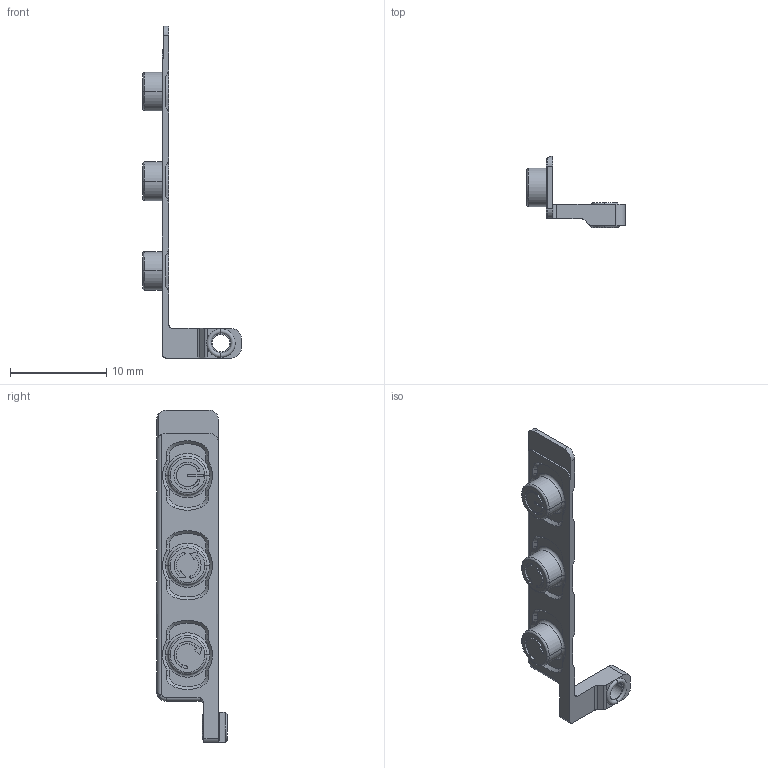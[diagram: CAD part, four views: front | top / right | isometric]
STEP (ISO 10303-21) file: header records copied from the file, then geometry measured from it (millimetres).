
FILE_DESCRIPTION(/* description */ (''),/* implementation_level */ '2;1');
FILE_NAME(/* name */ 'FOOT_CONCORD_BUTTON_RUBBER.stp',/* time_stamp */ '2023-11-01T20:45:55+03:00',/* author */ (''),/* organization */ (''),/* preprocessor_version */ 'ST-DEVELOPER v16.7',/* originating_system */ 'SIEMENS PLM Software NX 12.0',/* authorisation */ '');
FILE_SCHEMA (('AUTOMOTIVE_DESIGN { 1 0 10303 214 3 1 1 1 }'));
Length unit declared in the file: millimetre
Products named in the file (1): FOOT_CONCORD_BUTTON_RUBBER
Bounding box: 10.2 x 7.33 x 34.43 mm (x, y, z)
Volume: 193.3 mm3; surface area: 682.4 mm2
Topology: 1 solids, 1 shells, 349 faces, 899 edges, 570 vertices
Faces by surface type: plane 110, cone 102, torus 60, cylinder 52, extrusion 24, bspline 1
Entity records: 11537 total; most frequent: CARTESIAN_POINT 2747, DIRECTION 1895, ORIENTED_EDGE 1798, EDGE_CURVE 899, AXIS2_PLACEMENT_3D 731, VERTEX_POINT 570, VECTOR 433, LINE 409
